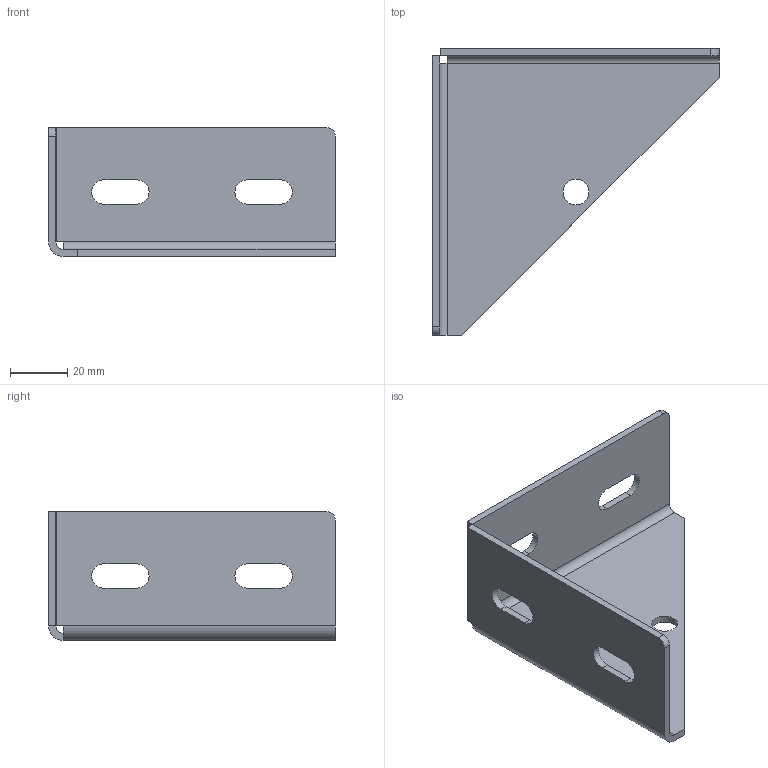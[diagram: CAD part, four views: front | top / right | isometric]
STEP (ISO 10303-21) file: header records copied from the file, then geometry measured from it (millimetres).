
FILE_DESCRIPTION(('Creo Elements/Direct Modeling STEP Export'),'2;1');
FILE_NAME('55.0195.3_Eckwinkel-MMS-55_100x100-ohne-Arretierung-chem-vernickelt.stp','2022-03-21T 8:07:21',(''),(''),'PTC Creo Elements/Direct Modeling STEP processor for AP214 (Solid Model)','PTC Creo Elements/Direct Modeling 19.0C 15-Aug-2015 (C) Parametric Technology GmbH','');
FILE_SCHEMA(('AUTOMOTIVE_DESIGN { 1 0 10303 214 1 1 1 1 }'));
Length unit declared in the file: millimetre
Products named in the file (2): Eckwinkel-MMS-55_100x100-ohne-Arretierung-chem-vernickelt_55.0195.3_PX1
76177
Assembly tree (1 placements, depth 2):
  Eckwinkel-MMS-55_100x100-ohne-Arretierung-chem-vernickelt_55.0195.3_PX1
76177
    Eckwinkel-MMS-55_100x100-ohne-Arretierung-chem-vernickelt_55.0195.3_PX1
76177
Bounding box: 100 x 100 x 45 mm (x, y, z)
Volume: 32992.9 mm3; surface area: 28257.4 mm2
Topology: 1 solids, 1 shells, 41 faces, 109 edges, 70 vertices
Faces by surface type: plane 25, cylinder 16
Entity records: 1318 total; most frequent: DIRECTION 221, CARTESIAN_POINT 218, ORIENTED_EDGE 218, EDGE_CURVE 109, VECTOR 75, LINE 75, AXIS2_PLACEMENT_3D 73, VERTEX_POINT 70
